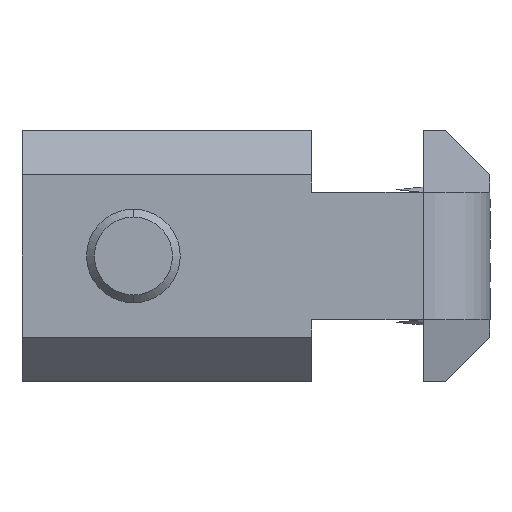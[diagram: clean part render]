
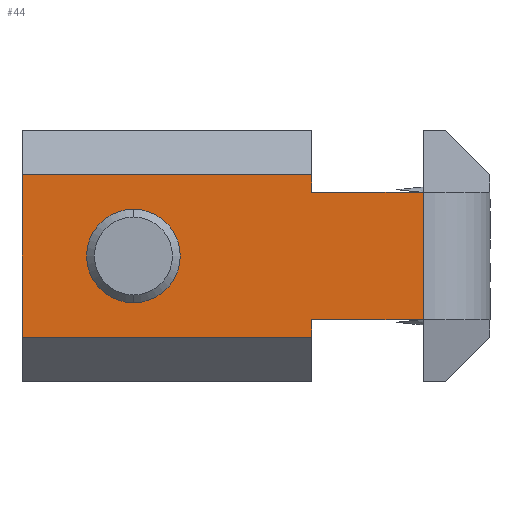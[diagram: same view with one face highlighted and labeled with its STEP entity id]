
A CAD part, front view. The second image highlights one B-rep face of the part: STEP entity #44.
In plain terms, the highlighted planar face has unit normal (0, -1, 0).
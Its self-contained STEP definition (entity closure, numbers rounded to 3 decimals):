
#44 = ADVANCED_FACE ( 'NONE', ( #3575, #4776 ), #3728, .F. ) ;
#81 = DIRECTION ( 'NONE',  ( 0., 0., -1. ) ) ;
#158 = ORIENTED_EDGE ( 'NONE', *, *, #3411, .F. ) ;
#272 = CIRCLE ( 'NONE', #5397, 2.1 ) ;
#308 = EDGE_CURVE ( 'NONE', #3226, #4800, #2255, .T. ) ;
#457 = ORIENTED_EDGE ( 'NONE', *, *, #3620, .F. ) ;
#536 = ORIENTED_EDGE ( 'NONE', *, *, #3631, .F. ) ;
#538 = CARTESIAN_POINT ( 'NONE',  ( 0., 0., 3.65 ) ) ;
#680 = AXIS2_PLACEMENT_3D ( 'NONE', #5210, #2138, #5726 ) ;
#757 = ORIENTED_EDGE ( 'NONE', *, *, #308, .F. ) ;
#781 = LINE ( 'NONE', #4392, #4584 ) ;
#822 = VERTEX_POINT ( 'NONE', #1836 ) ;
#857 = VECTOR ( 'NONE', #4728, 1000. ) ;
#1093 = EDGE_CURVE ( 'NONE', #3112, #1569, #1454, .T. ) ;
#1119 = CARTESIAN_POINT ( 'NONE',  ( 18., 0., 5.65 ) ) ;
#1128 = CARTESIAN_POINT ( 'NONE',  ( 18., 0., 2.85 ) ) ;
#1258 = CARTESIAN_POINT ( 'NONE',  ( 13., 0., -3.65 ) ) ;
#1284 = EDGE_LOOP ( 'NONE', ( #4174, #5853 ) ) ;
#1454 = LINE ( 'NONE', #6012, #4203 ) ;
#1493 = CARTESIAN_POINT ( 'NONE',  ( 0., 0., -3.65 ) ) ;
#1569 = VERTEX_POINT ( 'NONE', #5245 ) ;
#1737 = VERTEX_POINT ( 'NONE', #4698 ) ;
#1739 = ORIENTED_EDGE ( 'NONE', *, *, #3895, .F. ) ;
#1770 = ORIENTED_EDGE ( 'NONE', *, *, #5672, .F. ) ;
#1823 = VERTEX_POINT ( 'NONE', #6502 ) ;
#1836 = CARTESIAN_POINT ( 'NONE',  ( 18., 0., 2.85 ) ) ;
#1892 = CARTESIAN_POINT ( 'NONE',  ( 0., 0., 5.65 ) ) ;
#1929 = LINE ( 'NONE', #5166, #5701 ) ;
#1970 = CARTESIAN_POINT ( 'NONE',  ( 5., 0., 2.1 ) ) ;
#2023 = ORIENTED_EDGE ( 'NONE', *, *, #1093, .F. ) ;
#2138 = DIRECTION ( 'NONE',  ( 0., -1., 0. ) ) ;
#2255 = LINE ( 'NONE', #1892, #5357 ) ;
#2588 = CARTESIAN_POINT ( 'NONE',  ( 5., 0., 0. ) ) ;
#2744 = VERTEX_POINT ( 'NONE', #1258 ) ;
#2860 = DIRECTION ( 'NONE',  ( -1., 0., 0. ) ) ;
#3051 = VERTEX_POINT ( 'NONE', #1970 ) ;
#3112 = VERTEX_POINT ( 'NONE', #6509 ) ;
#3113 = DIRECTION ( 'NONE',  ( 0., 0., 1. ) ) ;
#3153 = EDGE_LOOP ( 'NONE', ( #757, #457, #1739, #536, #3288, #158, #2023, #1770 ) ) ;
#3226 = VERTEX_POINT ( 'NONE', #1493 ) ;
#3228 = LINE ( 'NONE', #3889, #5779 ) ;
#3288 = ORIENTED_EDGE ( 'NONE', *, *, #5683, .F. ) ;
#3349 = LINE ( 'NONE', #4164, #4560 ) ;
#3381 = DIRECTION ( 'NONE',  ( -1., 0., 0. ) ) ;
#3411 = EDGE_CURVE ( 'NONE', #1569, #822, #4970, .T. ) ;
#3575 = FACE_BOUND ( 'NONE', #1284, .T. ) ;
#3620 = EDGE_CURVE ( 'NONE', #2744, #3226, #781, .T. ) ;
#3631 = EDGE_CURVE ( 'NONE', #1823, #5565, #3228, .T. ) ;
#3728 = PLANE ( 'NONE',  #5856 ) ;
#3889 = CARTESIAN_POINT ( 'NONE',  ( 18., 0., -2.85 ) ) ;
#3895 = EDGE_CURVE ( 'NONE', #5565, #2744, #1929, .T. ) ;
#3973 = EDGE_CURVE ( 'NONE', #3051, #1737, #5059, .T. ) ;
#4078 = LINE ( 'NONE', #1119, #6617 ) ;
#4164 = CARTESIAN_POINT ( 'NONE',  ( 18., 0., 3.65 ) ) ;
#4174 = ORIENTED_EDGE ( 'NONE', *, *, #3973, .F. ) ;
#4184 = CARTESIAN_POINT ( 'NONE',  ( 18., 0., 5.65 ) ) ;
#4203 = VECTOR ( 'NONE', #5499, 1000. ) ;
#4392 = CARTESIAN_POINT ( 'NONE',  ( 18., 0., -3.65 ) ) ;
#4560 = VECTOR ( 'NONE', #5177, 1000. ) ;
#4584 = VECTOR ( 'NONE', #2860, 1000. ) ;
#4670 = DIRECTION ( 'NONE',  ( 0., 0., 1. ) ) ;
#4698 = CARTESIAN_POINT ( 'NONE',  ( 5., 0., -2.1 ) ) ;
#4728 = DIRECTION ( 'NONE',  ( 1., 0., 0. ) ) ;
#4776 = FACE_OUTER_BOUND ( 'NONE', #3153, .T. ) ;
#4800 = VERTEX_POINT ( 'NONE', #538 ) ;
#4970 = LINE ( 'NONE', #1128, #857 ) ;
#5055 = CARTESIAN_POINT ( 'NONE',  ( 13., 0., -2.85 ) ) ;
#5059 = CIRCLE ( 'NONE', #680, 2.1 ) ;
#5166 = CARTESIAN_POINT ( 'NONE',  ( 13., 0., -2.85 ) ) ;
#5177 = DIRECTION ( 'NONE',  ( 1., 0., 0. ) ) ;
#5210 = CARTESIAN_POINT ( 'NONE',  ( 5., 0., 0. ) ) ;
#5245 = CARTESIAN_POINT ( 'NONE',  ( 13., 0., 2.85 ) ) ;
#5357 = VECTOR ( 'NONE', #6479, 1000. ) ;
#5397 = AXIS2_PLACEMENT_3D ( 'NONE', #2588, #6162, #3113 ) ;
#5499 = DIRECTION ( 'NONE',  ( 0., 0., -1. ) ) ;
#5565 = VERTEX_POINT ( 'NONE', #5055 ) ;
#5672 = EDGE_CURVE ( 'NONE', #4800, #3112, #3349, .T. ) ;
#5683 = EDGE_CURVE ( 'NONE', #822, #1823, #4078, .T. ) ;
#5687 = DIRECTION ( 'NONE',  ( 0., 0., -1. ) ) ;
#5701 = VECTOR ( 'NONE', #5687, 1000. ) ;
#5726 = DIRECTION ( 'NONE',  ( 0., 0., 1. ) ) ;
#5779 = VECTOR ( 'NONE', #3381, 1000. ) ;
#5853 = ORIENTED_EDGE ( 'NONE', *, *, #6020, .F. ) ;
#5856 = AXIS2_PLACEMENT_3D ( 'NONE', #4184, #6222, #4670 ) ;
#6012 = CARTESIAN_POINT ( 'NONE',  ( 13., 0., 2.85 ) ) ;
#6020 = EDGE_CURVE ( 'NONE', #1737, #3051, #272, .T. ) ;
#6162 = DIRECTION ( 'NONE',  ( 0., -1., 0. ) ) ;
#6222 = DIRECTION ( 'NONE',  ( 0., 1., 0. ) ) ;
#6479 = DIRECTION ( 'NONE',  ( 0., 0., 1. ) ) ;
#6502 = CARTESIAN_POINT ( 'NONE',  ( 18., 0., -2.85 ) ) ;
#6509 = CARTESIAN_POINT ( 'NONE',  ( 13., 0., 3.65 ) ) ;
#6617 = VECTOR ( 'NONE', #81, 1000. ) ;
